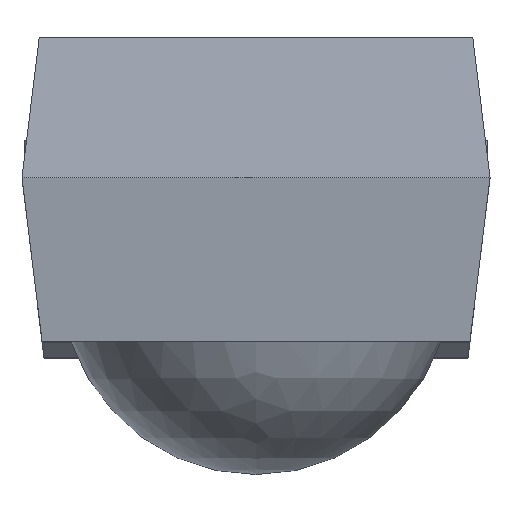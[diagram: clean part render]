
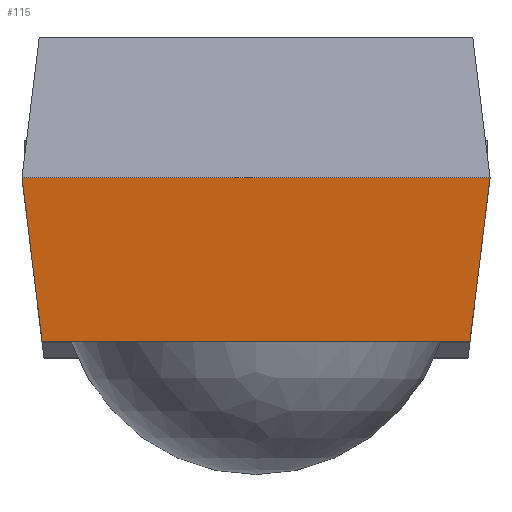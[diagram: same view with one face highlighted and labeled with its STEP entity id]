
A CAD part, top view. The second image highlights one B-rep face of the part: STEP entity #115.
In plain terms, the highlighted planar face has unit normal (0, -0.122, 0.993).
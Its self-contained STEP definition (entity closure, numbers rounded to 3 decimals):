
#115=ADVANCED_FACE('',(#732),#734,.T.);
#732=FACE_BOUND('',#733,.T.);
#733=EDGE_LOOP('',(#1206,#1207,#1208,#1209));
#734=PLANE('',#735);
#735=AXIS2_PLACEMENT_3D('',#736,#737,#738);
#736=CARTESIAN_POINT('',(-2.718,-2.55,9.968));
#737=DIRECTION('',(0.,-0.122,0.993));
#738=DIRECTION('',(1.,0.,0.));
#1206=ORIENTED_EDGE('',*,*,#1549,.T.);
#1207=ORIENTED_EDGE('',*,*,#1557,.T.);
#1208=ORIENTED_EDGE('',*,*,#1558,.T.);
#1209=ORIENTED_EDGE('',*,*,#1559,.F.);
#1549=EDGE_CURVE('',#1728,#1725,#1729,.F.);
#1557=EDGE_CURVE('',#1725,#1741,#1743,.T.);
#1558=EDGE_CURVE('',#1741,#1744,#1745,.F.);
#1559=EDGE_CURVE('',#1728,#1744,#1746,.T.);
#1725=VERTEX_POINT('',#2019);
#1728=VERTEX_POINT('',#2024);
#1729=LINE('',#2025,#2026);
#1741=VERTEX_POINT('',#2052);
#1743=LINE('',#2056,#2057);
#1744=VERTEX_POINT('',#2059);
#1745=LINE('',#2060,#2061);
#1746=LINE('',#2063,#2064);
#2019=CARTESIAN_POINT('',(2.742,-2.35,9.992));
#2024=CARTESIAN_POINT('',(-2.742,-2.35,9.992));
#2025=CARTESIAN_POINT('',(2.742,-2.35,9.992));
#2026=VECTOR('',#2027,1.);
#2027=DIRECTION('',(-1.,0.,0.));
#2052=CARTESIAN_POINT('',(3.,-0.25,10.25));
#2056=CARTESIAN_POINT('',(2.742,-2.35,9.992));
#2057=VECTOR('',#2058,1.);
#2058=DIRECTION('',(0.121,0.985,0.121));
#2059=CARTESIAN_POINT('',(-3.,-0.25,10.25));
#2060=CARTESIAN_POINT('',(-3.,-0.25,10.25));
#2061=VECTOR('',#2062,1.);
#2062=DIRECTION('',(1.,0.,0.));
#2063=CARTESIAN_POINT('',(-2.742,-2.35,9.992));
#2064=VECTOR('',#2065,1.);
#2065=DIRECTION('',(-0.121,0.985,0.121));
